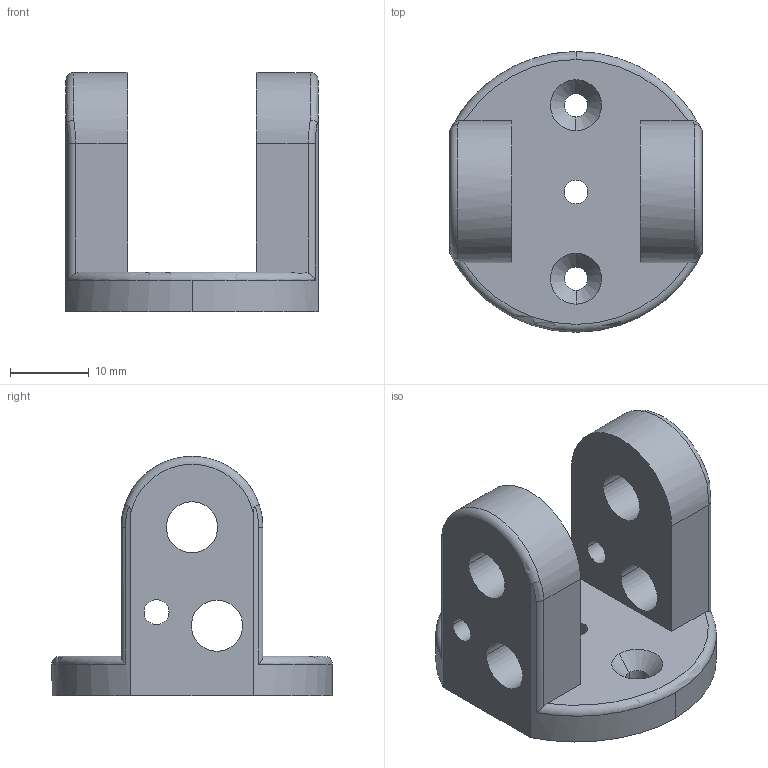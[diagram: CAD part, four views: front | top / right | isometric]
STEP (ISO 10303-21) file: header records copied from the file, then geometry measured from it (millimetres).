
FILE_DESCRIPTION (( 'STEP AP203' ), '1' );
FILE_NAME ('c1_o.STEP', '2015-02-27T23:20:37', ( '' ), ( '' ), 'SwSTEP 2.0', 'SolidWorks 2013', '' );
FILE_SCHEMA (( 'CONFIG_CONTROL_DESIGN' ));
Length unit declared in the file: millimetre
Products named in the file (1): c1_o
Bounding box: 32 x 35.6 x 30.35 mm (x, y, z)
Volume: 9322 mm3; surface area: 5555 mm2
Topology: 1 solids, 1 shells, 66 faces, 174 edges, 112 vertices
Faces by surface type: cylinder 33, plane 16, torus 9, cone 4, bspline 4
Entity records: 2308 total; most frequent: CARTESIAN_POINT 573, ORIENTED_EDGE 348, DIRECTION 341, EDGE_CURVE 174, AXIS2_PLACEMENT_3D 136, VERTEX_POINT 112, EDGE_LOOP 86, CIRCLE 73
